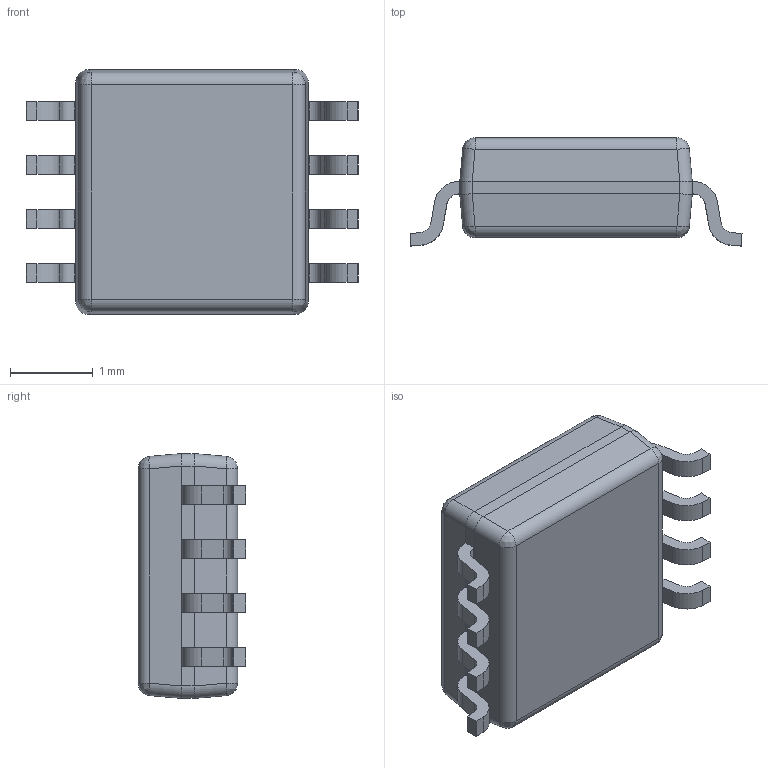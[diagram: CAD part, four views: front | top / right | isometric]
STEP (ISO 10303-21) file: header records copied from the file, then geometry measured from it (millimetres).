
FILE_DESCRIPTION (( 'STEP AP214' ), '1' );
FILE_NAME ('PCA9306DCTR.STEP', '2021-03-15T17:53:38', ( '' ), ( '' ), 'SwSTEP 2.0', 'SolidWorks 2017', '' );
FILE_SCHEMA (( 'AUTOMOTIVE_DESIGN' ));
Length unit declared in the file: millimetre
Products named in the file (1): PCA9306DCTR
Bounding box: 4 x 1.3 x 2.95 mm (x, y, z)
Volume: 9.8 mm3; surface area: 34.6 mm2
Topology: 10 solids, 10 shells, 161 faces, 380 edges, 240 vertices
Faces by surface type: plane 97, cylinder 56, bspline 8
Entity records: 4773 total; most frequent: CARTESIAN_POINT 926, DIRECTION 776, ORIENTED_EDGE 760, EDGE_CURVE 380, LINE 276, VECTOR 276, AXIS2_PLACEMENT_3D 250, VERTEX_POINT 240
